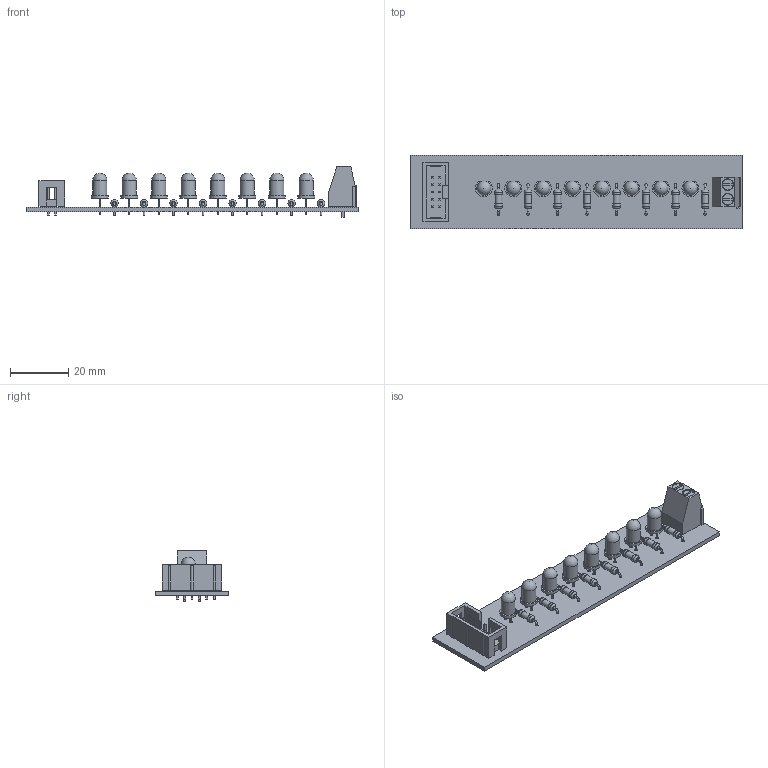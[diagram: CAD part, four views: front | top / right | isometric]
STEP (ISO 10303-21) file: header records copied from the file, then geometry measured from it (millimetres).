
FILE_DESCRIPTION(('KiCad electronic assembly'),'2;1');
FILE_NAME('DOT.step','2023-06-11T17:41:51',('Pcbnew'),('Kicad'), 'Open CASCADE STEP processor 7.6','KiCad to STEP converter','Unknown' );
FILE_SCHEMA(('AUTOMOTIVE_DESIGN { 1 0 10303 214 1 1 1 1 }'));
Length unit declared in the file: millimetre
Products named in the file (10): DOT 1; LED_D5.0mm; SOLID; R_Axial_DIN0207_L6.3mm_D2.5mm_P10.16mm_Horizontal; IDC-Header_2x05_P2.54mm_Vertical; TerminalBlock_Phoenix_MKDS-1,5-2-5.08_1x02_P5.08mm_Horizontal; DOT PCB
Assembly tree (23 placements, depth 3):
  DOT 1
    LED_D5.0mm  x8
      SOLID
    R_Axial_DIN0207_L6.3mm_D2.5mm_P10.16mm_Horizontal  x8
      SOLID
    IDC-Header_2x05_P2.54mm_Vertical
      SOLID
    TerminalBlock_Phoenix_MKDS-1,5-2-5.08_1x02_P5.08mm_Horizontal
      SOLID
    DOT PCB
Bounding box: 114.3 x 25.4 x 17.3 mm (x, y, z)
Volume: 7895.1 mm3; surface area: 11190 mm2
Topology: 19 solids, 19 shells, 625 faces, 1385 edges, 872 vertices
Faces by surface type: plane 448, cylinder 129, torus 32, sphere 8, bspline 8
Full cylindrical faces by diameter (mm): 0.6 x32, 0.8 x16, 0.9 x16, 1 x16, 1.3 x2, 2.25 x8, 2.5 x16, 3.8 x2, 4 x2, 4.9 x8
Entity records: 26904 total; most frequent: CARTESIAN_POINT 4691, DIRECTION 3696, LINE 2473, VECTOR 2473, ORIENTED_EDGE 1900, PCURVE 1900, DEFINITIONAL_REPRESENTATION 1900, EDGE_CURVE 950
